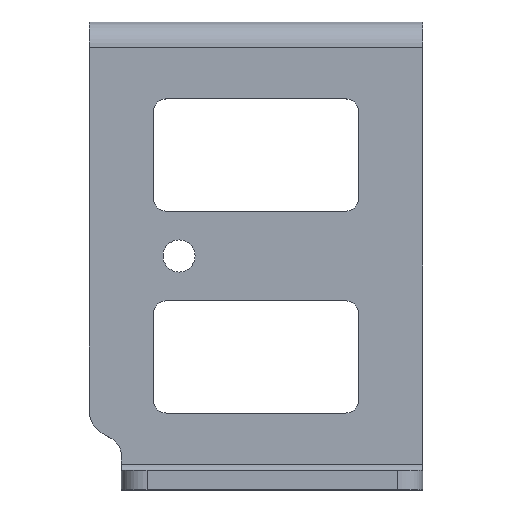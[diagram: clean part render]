
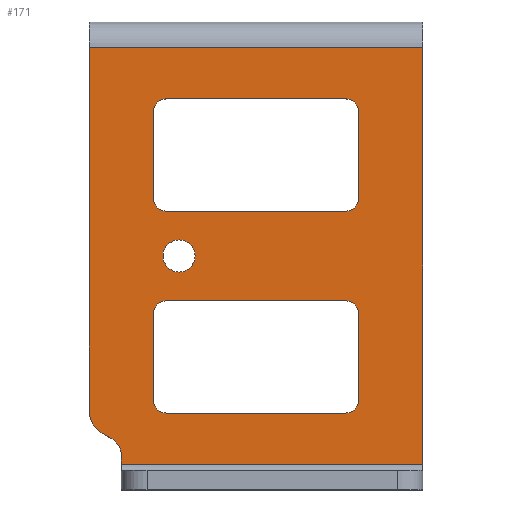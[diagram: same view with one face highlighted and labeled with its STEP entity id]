
A CAD part, top view. The second image highlights one B-rep face of the part: STEP entity #171.
In plain terms, the highlighted planar face has unit normal (0, 0, 1).
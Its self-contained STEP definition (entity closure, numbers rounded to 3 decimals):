
#40=FACE_BOUND('',#339,.T.);
#41=FACE_BOUND('',#340,.T.);
#42=FACE_BOUND('',#341,.T.);
#43=FACE_BOUND('',#342,.T.);
#93=CIRCLE('',#1306,1.);
#95=CIRCLE('',#1310,1.);
#97=CIRCLE('',#1314,1.);
#107=CIRCLE('',#1327,2.);
#108=CIRCLE('',#1329,1.5);
#109=CIRCLE('',#1330,1.25);
#110=CIRCLE('',#1331,1.25);
#111=CIRCLE('',#1332,1.);
#112=CIRCLE('',#1333,1.);
#113=CIRCLE('',#1334,1.);
#114=CIRCLE('',#1335,1.);
#115=CIRCLE('',#1336,1.);
#171=ADVANCED_FACE('',(#40,#41,#42,#43),#236,.T.);
#236=PLANE('',#1337);
#339=EDGE_LOOP('',(#470,#471,#472,#473,#474,#475,#476,#477));
#340=EDGE_LOOP('',(#478,#479));
#341=EDGE_LOOP('',(#480,#481,#482,#483,#484,#485,#486,#487));
#342=EDGE_LOOP('',(#488,#489,#490,#491,#492,#493,#494,#495));
#470=ORIENTED_EDGE('',*,*,#938,.F.);
#471=ORIENTED_EDGE('',*,*,#939,.T.);
#472=ORIENTED_EDGE('',*,*,#940,.F.);
#473=ORIENTED_EDGE('',*,*,#941,.F.);
#474=ORIENTED_EDGE('',*,*,#942,.T.);
#475=ORIENTED_EDGE('',*,*,#943,.T.);
#476=ORIENTED_EDGE('',*,*,#944,.F.);
#477=ORIENTED_EDGE('',*,*,#937,.T.);
#478=ORIENTED_EDGE('',*,*,#945,.T.);
#479=ORIENTED_EDGE('',*,*,#946,.T.);
#480=ORIENTED_EDGE('',*,*,#899,.T.);
#481=ORIENTED_EDGE('',*,*,#896,.F.);
#482=ORIENTED_EDGE('',*,*,#947,.T.);
#483=ORIENTED_EDGE('',*,*,#913,.F.);
#484=ORIENTED_EDGE('',*,*,#911,.T.);
#485=ORIENTED_EDGE('',*,*,#908,.F.);
#486=ORIENTED_EDGE('',*,*,#905,.T.);
#487=ORIENTED_EDGE('',*,*,#902,.F.);
#488=ORIENTED_EDGE('',*,*,#948,.T.);
#489=ORIENTED_EDGE('',*,*,#949,.F.);
#490=ORIENTED_EDGE('',*,*,#950,.T.);
#491=ORIENTED_EDGE('',*,*,#951,.F.);
#492=ORIENTED_EDGE('',*,*,#952,.T.);
#493=ORIENTED_EDGE('',*,*,#953,.F.);
#494=ORIENTED_EDGE('',*,*,#954,.T.);
#495=ORIENTED_EDGE('',*,*,#955,.F.);
#780=VERTEX_POINT('',#1841);
#781=VERTEX_POINT('',#1843);
#783=VERTEX_POINT('',#1849);
#785=VERTEX_POINT('',#1855);
#787=VERTEX_POINT('',#1861);
#789=VERTEX_POINT('',#1867);
#791=VERTEX_POINT('',#1873);
#792=VERTEX_POINT('',#1877);
#812=VERTEX_POINT('',#1921);
#813=VERTEX_POINT('',#1923);
#814=VERTEX_POINT('',#1927);
#815=VERTEX_POINT('',#1929);
#816=VERTEX_POINT('',#1931);
#817=VERTEX_POINT('',#1933);
#818=VERTEX_POINT('',#1935);
#819=VERTEX_POINT('',#1937);
#820=VERTEX_POINT('',#1940);
#821=VERTEX_POINT('',#1941);
#822=VERTEX_POINT('',#1945);
#823=VERTEX_POINT('',#1946);
#824=VERTEX_POINT('',#1948);
#825=VERTEX_POINT('',#1950);
#826=VERTEX_POINT('',#1952);
#827=VERTEX_POINT('',#1954);
#828=VERTEX_POINT('',#1956);
#829=VERTEX_POINT('',#1958);
#896=EDGE_CURVE('',#780,#781,#1079,.T.);
#899=EDGE_CURVE('',#783,#781,#93,.T.);
#902=EDGE_CURVE('',#783,#785,#1083,.T.);
#905=EDGE_CURVE('',#787,#785,#95,.T.);
#908=EDGE_CURVE('',#787,#789,#1087,.T.);
#911=EDGE_CURVE('',#791,#789,#97,.T.);
#913=EDGE_CURVE('',#791,#792,#1090,.T.);
#937=EDGE_CURVE('',#812,#813,#107,.T.);
#938=EDGE_CURVE('',#814,#813,#1105,.T.);
#939=EDGE_CURVE('',#814,#815,#108,.T.);
#940=EDGE_CURVE('',#816,#815,#1106,.T.);
#941=EDGE_CURVE('',#817,#816,#1107,.T.);
#942=EDGE_CURVE('',#817,#818,#1108,.T.);
#943=EDGE_CURVE('',#818,#819,#1109,.T.);
#944=EDGE_CURVE('',#812,#819,#1110,.T.);
#945=EDGE_CURVE('',#820,#821,#109,.T.);
#946=EDGE_CURVE('',#821,#820,#110,.T.);
#947=EDGE_CURVE('',#780,#792,#111,.T.);
#948=EDGE_CURVE('',#822,#823,#112,.T.);
#949=EDGE_CURVE('',#824,#823,#1111,.T.);
#950=EDGE_CURVE('',#824,#825,#113,.T.);
#951=EDGE_CURVE('',#826,#825,#1112,.T.);
#952=EDGE_CURVE('',#826,#827,#114,.T.);
#953=EDGE_CURVE('',#828,#827,#1113,.T.);
#954=EDGE_CURVE('',#828,#829,#115,.T.);
#955=EDGE_CURVE('',#822,#829,#1114,.T.);
#1079=LINE('',#1842,#1192);
#1083=LINE('',#1854,#1196);
#1087=LINE('',#1866,#1200);
#1090=LINE('',#1876,#1203);
#1105=LINE('',#1926,#1218);
#1106=LINE('',#1930,#1219);
#1107=LINE('',#1932,#1220);
#1108=LINE('',#1934,#1221);
#1109=LINE('',#1936,#1222);
#1110=LINE('',#1938,#1223);
#1111=LINE('',#1947,#1224);
#1112=LINE('',#1951,#1225);
#1113=LINE('',#1955,#1226);
#1114=LINE('',#1959,#1227);
#1192=VECTOR('',#1447,1.);
#1196=VECTOR('',#1459,1.);
#1200=VECTOR('',#1471,1.);
#1203=VECTOR('',#1482,1.);
#1218=VECTOR('',#1523,1.);
#1219=VECTOR('',#1526,1.);
#1220=VECTOR('',#1527,1.);
#1221=VECTOR('',#1528,1.);
#1222=VECTOR('',#1529,1.);
#1223=VECTOR('',#1530,1.);
#1224=VECTOR('',#1539,1.);
#1225=VECTOR('',#1542,1.);
#1226=VECTOR('',#1545,1.);
#1227=VECTOR('',#1548,1.);
#1306=AXIS2_PLACEMENT_3D('',#1848,#1453,#1454);
#1310=AXIS2_PLACEMENT_3D('',#1860,#1465,#1466);
#1314=AXIS2_PLACEMENT_3D('',#1872,#1477,#1478);
#1327=AXIS2_PLACEMENT_3D('',#1924,#1519,#1520);
#1329=AXIS2_PLACEMENT_3D('',#1928,#1524,#1525);
#1330=AXIS2_PLACEMENT_3D('',#1939,#1531,#1532);
#1331=AXIS2_PLACEMENT_3D('',#1942,#1533,#1534);
#1332=AXIS2_PLACEMENT_3D('',#1943,#1535,#1536);
#1333=AXIS2_PLACEMENT_3D('',#1944,#1537,#1538);
#1334=AXIS2_PLACEMENT_3D('',#1949,#1540,#1541);
#1335=AXIS2_PLACEMENT_3D('',#1953,#1543,#1544);
#1336=AXIS2_PLACEMENT_3D('',#1957,#1546,#1547);
#1337=AXIS2_PLACEMENT_3D('',#1960,#1549,#1550);
#1447=DIRECTION('',(1.,0.,0.));
#1453=DIRECTION('',(0.,0.,-1.));
#1454=DIRECTION('',(1.,0.,0.));
#1459=DIRECTION('',(0.,1.,0.));
#1465=DIRECTION('',(0.,0.,-1.));
#1466=DIRECTION('',(0.,1.,0.));
#1471=DIRECTION('',(-1.,0.,0.));
#1477=DIRECTION('',(0.,0.,-1.));
#1478=DIRECTION('',(-1.,0.,0.));
#1482=DIRECTION('',(0.,-1.,0.));
#1519=DIRECTION('',(0.,0.,1.));
#1520=DIRECTION('',(-1.,0.,0.));
#1523=DIRECTION('',(-0.866,0.5,0.));
#1524=DIRECTION('',(0.,0.,-1.));
#1525=DIRECTION('',(0.5,0.866,0.));
#1526=DIRECTION('',(0.,1.,0.));
#1527=DIRECTION('',(-1.,0.,0.));
#1528=DIRECTION('',(0.,1.,0.));
#1529=DIRECTION('',(-1.,0.,0.));
#1530=DIRECTION('',(0.,1.,0.));
#1531=DIRECTION('',(0.,0.,-1.));
#1532=DIRECTION('',(-1.,0.,0.));
#1533=DIRECTION('',(0.,0.,-1.));
#1534=DIRECTION('',(1.,0.,0.));
#1535=DIRECTION('',(0.,0.,-1.));
#1536=DIRECTION('',(0.,-1.,0.));
#1537=DIRECTION('',(0.,0.,-1.));
#1538=DIRECTION('',(0.,1.,0.));
#1539=DIRECTION('',(0.,1.,0.));
#1540=DIRECTION('',(0.,0.,-1.));
#1541=DIRECTION('',(1.,0.,0.));
#1542=DIRECTION('',(1.,0.,0.));
#1543=DIRECTION('',(0.,0.,-1.));
#1544=DIRECTION('',(0.,-1.,0.));
#1545=DIRECTION('',(0.,-1.,0.));
#1546=DIRECTION('',(0.,0.,-1.));
#1547=DIRECTION('',(-1.,0.,0.));
#1548=DIRECTION('',(-1.,0.,0.));
#1549=DIRECTION('',(0.,0.,1.));
#1550=DIRECTION('',(0.,-1.,0.));
#1841=CARTESIAN_POINT('',(28.5,5.25,-53.1));
#1842=CARTESIAN_POINT('',(28.5,5.25,-53.1));
#1843=CARTESIAN_POINT('',(42.5,5.25,-53.1));
#1848=CARTESIAN_POINT('',(42.5,6.25,-53.1));
#1849=CARTESIAN_POINT('',(43.5,6.25,-53.1));
#1854=CARTESIAN_POINT('',(43.5,6.25,-53.1));
#1855=CARTESIAN_POINT('',(43.5,13.,-53.1));
#1860=CARTESIAN_POINT('',(42.5,13.,-53.1));
#1861=CARTESIAN_POINT('',(42.5,14.,-53.1));
#1866=CARTESIAN_POINT('',(42.5,14.,-53.1));
#1867=CARTESIAN_POINT('',(28.5,14.,-53.1));
#1872=CARTESIAN_POINT('',(28.5,13.,-53.1));
#1873=CARTESIAN_POINT('',(27.5,13.,-53.1));
#1876=CARTESIAN_POINT('',(27.5,13.,-53.1));
#1877=CARTESIAN_POINT('',(27.5,6.25,-53.1));
#1921=CARTESIAN_POINT('',(22.5,-10.345,-53.1));
#1923=CARTESIAN_POINT('',(23.5,-12.077,-53.1));
#1924=CARTESIAN_POINT('',(24.5,-10.345,-53.1));
#1926=CARTESIAN_POINT('',(24.25,-12.51,-53.1));
#1927=CARTESIAN_POINT('',(24.25,-12.51,-53.1));
#1928=CARTESIAN_POINT('',(23.5,-13.809,-53.1));
#1929=CARTESIAN_POINT('',(25.,-13.809,-53.1));
#1930=CARTESIAN_POINT('',(25.,-14.5,-53.1));
#1931=CARTESIAN_POINT('',(25.,-14.5,-53.1));
#1932=CARTESIAN_POINT('',(48.5,-14.5,-53.1));
#1933=CARTESIAN_POINT('',(48.5,-14.5,-53.1));
#1934=CARTESIAN_POINT('',(48.5,-14.5,-53.1));
#1935=CARTESIAN_POINT('',(48.5,18.,-53.1));
#1936=CARTESIAN_POINT('',(48.5,18.,-53.1));
#1937=CARTESIAN_POINT('',(22.5,18.,-53.1));
#1938=CARTESIAN_POINT('',(22.5,-10.345,-53.1));
#1939=CARTESIAN_POINT('',(29.5,1.75,-53.1));
#1940=CARTESIAN_POINT('',(28.25,1.75,-53.1));
#1941=CARTESIAN_POINT('',(30.75,1.75,-53.1));
#1942=CARTESIAN_POINT('',(29.5,1.75,-53.1));
#1943=CARTESIAN_POINT('',(28.5,6.25,-53.1));
#1944=CARTESIAN_POINT('',(42.5,-2.75,-53.1));
#1945=CARTESIAN_POINT('',(42.5,-1.75,-53.1));
#1946=CARTESIAN_POINT('',(43.5,-2.75,-53.1));
#1947=CARTESIAN_POINT('',(43.5,-9.5,-53.1));
#1948=CARTESIAN_POINT('',(43.5,-9.5,-53.1));
#1949=CARTESIAN_POINT('',(42.5,-9.5,-53.1));
#1950=CARTESIAN_POINT('',(42.5,-10.5,-53.1));
#1951=CARTESIAN_POINT('',(28.5,-10.5,-53.1));
#1952=CARTESIAN_POINT('',(28.5,-10.5,-53.1));
#1953=CARTESIAN_POINT('',(28.5,-9.5,-53.1));
#1954=CARTESIAN_POINT('',(27.5,-9.5,-53.1));
#1955=CARTESIAN_POINT('',(27.5,-2.75,-53.1));
#1956=CARTESIAN_POINT('',(27.5,-2.75,-53.1));
#1957=CARTESIAN_POINT('',(28.5,-2.75,-53.1));
#1958=CARTESIAN_POINT('',(28.5,-1.75,-53.1));
#1959=CARTESIAN_POINT('',(42.5,-1.75,-53.1));
#1960=CARTESIAN_POINT('',(48.5,-14.5,-53.1));
